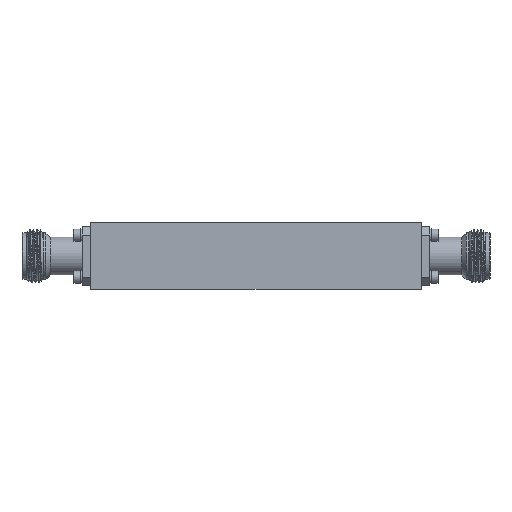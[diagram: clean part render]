
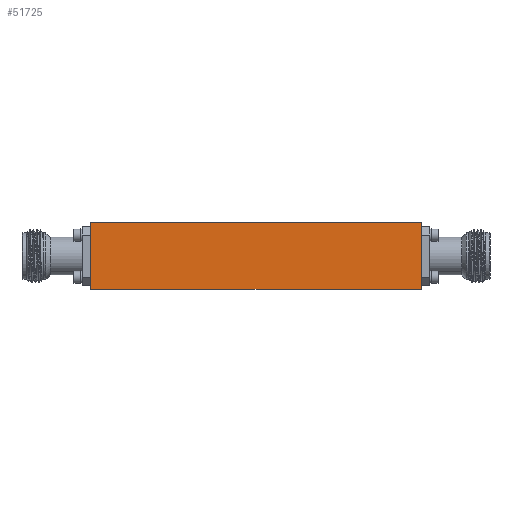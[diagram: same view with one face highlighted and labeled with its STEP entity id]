
A CAD part, left-side view. The second image highlights one B-rep face of the part: STEP entity #51725.
In plain terms, the highlighted planar face has unit normal (-1, 0, 0).
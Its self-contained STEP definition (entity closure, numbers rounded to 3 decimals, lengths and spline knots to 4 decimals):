
#104 = DIRECTION ( 'NONE',  ( 0., 0., -1. ) ) ;
#3234 = LINE ( 'NONE', #46681, #62609 ) ;
#5801 = AXIS2_PLACEMENT_3D ( 'NONE', #44556, #35337, #104 ) ;
#6504 = ORIENTED_EDGE ( 'NONE', *, *, #18325, .F. ) ;
#9060 = ORIENTED_EDGE ( 'NONE', *, *, #16321, .F. ) ;
#13665 = VERTEX_POINT ( 'NONE', #53816 ) ;
#14251 = FACE_OUTER_BOUND ( 'NONE', #25873, .T. ) ;
#15019 = PLANE ( 'NONE',  #5801 ) ;
#15246 = CARTESIAN_POINT ( 'NONE',  ( -1.811, -1.9685, 0.3937 ) ) ;
#16321 = EDGE_CURVE ( 'NONE', #39365, #13665, #54177, .T. ) ;
#16855 = LINE ( 'NONE', #56147, #32303 ) ;
#17283 = EDGE_CURVE ( 'NONE', #31793, #56192, #3234, .T. ) ;
#17290 = DIRECTION ( 'NONE',  ( 0., -1., 0. ) ) ;
#18325 = EDGE_CURVE ( 'NONE', #31793, #39365, #25508, .T. ) ;
#19667 = DIRECTION ( 'NONE',  ( 0., 0., -1. ) ) ;
#19714 = CARTESIAN_POINT ( 'NONE',  ( -1.811, 1.9685, -0.3937 ) ) ;
#21610 = EDGE_CURVE ( 'NONE', #56192, #13665, #16855, .T. ) ;
#21785 = VECTOR ( 'NONE', #19667, 39.3701 ) ;
#21890 = DIRECTION ( 'NONE',  ( 0., -1., 0. ) ) ;
#25508 = LINE ( 'NONE', #47460, #57113 ) ;
#25873 = EDGE_LOOP ( 'NONE', ( #35813, #9060, #6504, #63647 ) ) ;
#31793 = VERTEX_POINT ( 'NONE', #34206 ) ;
#32303 = VECTOR ( 'NONE', #21890, 39.3701 ) ;
#34185 = CARTESIAN_POINT ( 'NONE',  ( -1.811, -1.9685, 0.3937 ) ) ;
#34206 = CARTESIAN_POINT ( 'NONE',  ( -1.811, 1.9685, 0.3937 ) ) ;
#35337 = DIRECTION ( 'NONE',  ( 1., 0., 0. ) ) ;
#35813 = ORIENTED_EDGE ( 'NONE', *, *, #21610, .T. ) ;
#36800 = DIRECTION ( 'NONE',  ( 0., 0., -1. ) ) ;
#39365 = VERTEX_POINT ( 'NONE', #15246 ) ;
#44556 = CARTESIAN_POINT ( 'NONE',  ( -1.811, -1.9685, 0.3937 ) ) ;
#46681 = CARTESIAN_POINT ( 'NONE',  ( -1.811, 1.9685, 0.3937 ) ) ;
#47460 = CARTESIAN_POINT ( 'NONE',  ( -1.811, -1.9685, 0.3937 ) ) ;
#51725 = ADVANCED_FACE ( 'NONE', ( #14251 ), #15019, .F. ) ;
#53816 = CARTESIAN_POINT ( 'NONE',  ( -1.811, -1.9685, -0.3937 ) ) ;
#54177 = LINE ( 'NONE', #34185, #21785 ) ;
#56147 = CARTESIAN_POINT ( 'NONE',  ( -1.811, -1.9685, -0.3937 ) ) ;
#56192 = VERTEX_POINT ( 'NONE', #19714 ) ;
#57113 = VECTOR ( 'NONE', #17290, 39.3701 ) ;
#62609 = VECTOR ( 'NONE', #36800, 39.3701 ) ;
#63647 = ORIENTED_EDGE ( 'NONE', *, *, #17283, .T. ) ;
